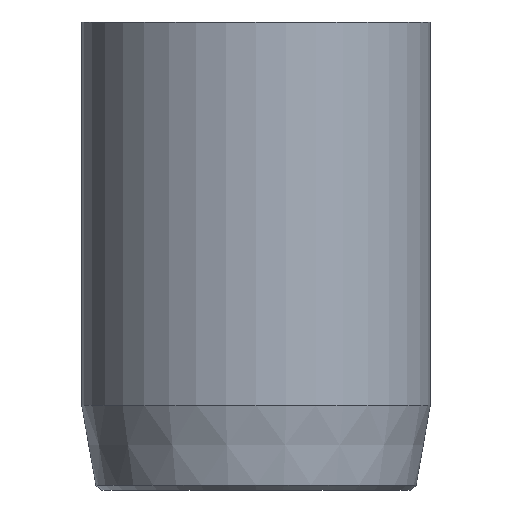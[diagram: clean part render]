
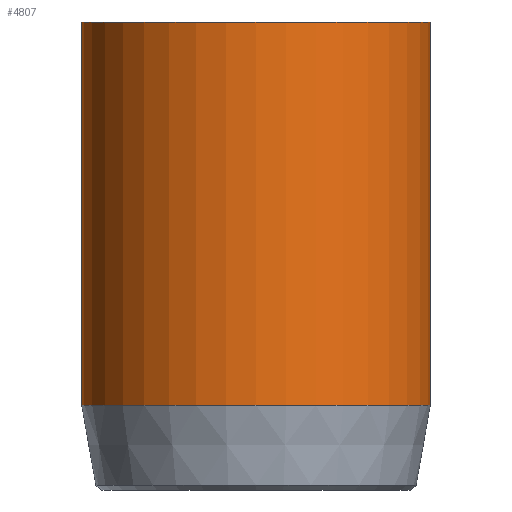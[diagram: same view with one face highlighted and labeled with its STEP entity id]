
A CAD part, front view. The second image highlights one B-rep face of the part: STEP entity #4807.
In plain terms, the highlighted cylindrical face has radius 1.75 mm (diameter 3.5 mm), a full revolution.
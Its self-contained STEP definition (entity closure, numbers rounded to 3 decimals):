
#639=CYLINDRICAL_SURFACE('',#5000,1.75);
#850=FACE_OUTER_BOUND('',#1134,.T.);
#1134=EDGE_LOOP('',(#4290,#4291,#4292,#4293,#4294));
#1478=LINE('',#8690,#1842);
#1842=VECTOR('',#5490,1.75);
#1929=CIRCLE('',#4985,1.75);
#1934=CIRCLE('',#4998,1.75);
#1935=CIRCLE('',#4999,1.75);
#2324=VERTEX_POINT('',#8664);
#2329=VERTEX_POINT('',#8684);
#2330=VERTEX_POINT('',#8685);
#2992=EDGE_CURVE('',#2324,#2324,#1929,.T.);
#2999=EDGE_CURVE('',#2329,#2330,#1934,.T.);
#3000=EDGE_CURVE('',#2330,#2329,#1935,.T.);
#3002=EDGE_CURVE('',#2324,#2329,#1478,.T.);
#4290=ORIENTED_EDGE('',*,*,#2992,.T.);
#4291=ORIENTED_EDGE('',*,*,#3002,.T.);
#4292=ORIENTED_EDGE('',*,*,#2999,.T.);
#4293=ORIENTED_EDGE('',*,*,#3000,.T.);
#4294=ORIENTED_EDGE('',*,*,#3002,.F.);
#4807=ADVANCED_FACE('',(#850),#639,.T.);
#4985=AXIS2_PLACEMENT_3D('',#8665,#5455,#5456);
#4998=AXIS2_PLACEMENT_3D('',#8686,#5483,#5484);
#4999=AXIS2_PLACEMENT_3D('',#8687,#5485,#5486);
#5000=AXIS2_PLACEMENT_3D('',#8689,#5488,#5489);
#5455=DIRECTION('center_axis',(0.,0.,-1.));
#5456=DIRECTION('ref_axis',(-1.,0.,0.));
#5483=DIRECTION('center_axis',(0.,0.,1.));
#5484=DIRECTION('ref_axis',(-1.,0.,0.));
#5485=DIRECTION('center_axis',(0.,0.,1.));
#5486=DIRECTION('ref_axis',(-1.,0.,0.));
#5488=DIRECTION('center_axis',(0.,0.,1.));
#5489=DIRECTION('ref_axis',(-1.,0.,0.));
#5490=DIRECTION('',(0.,0.,-1.));
#8664=CARTESIAN_POINT('',(1.75,0.,4.7));
#8665=CARTESIAN_POINT('Origin',(0.,0.,4.7));
#8684=CARTESIAN_POINT('',(1.75,0.,0.851));
#8685=CARTESIAN_POINT('',(-1.75,0.,0.851));
#8686=CARTESIAN_POINT('Origin',(0.,0.,0.851));
#8687=CARTESIAN_POINT('Origin',(0.,0.,0.851));
#8689=CARTESIAN_POINT('Origin',(0.,0.,0.));
#8690=CARTESIAN_POINT('',(1.75,0.,0.));
